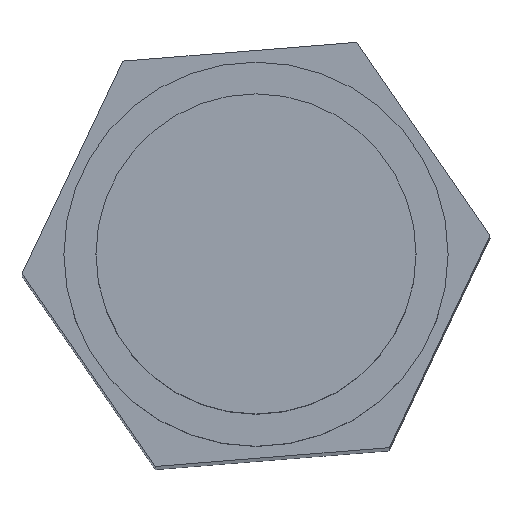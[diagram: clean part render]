
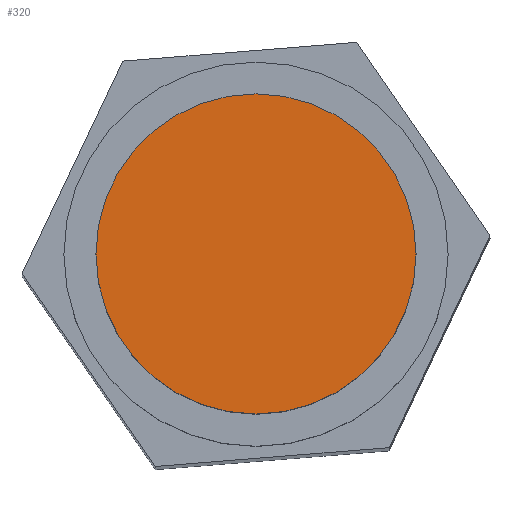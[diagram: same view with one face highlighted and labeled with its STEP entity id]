
A CAD part, top view. The second image highlights one B-rep face of the part: STEP entity #320.
In plain terms, the highlighted planar face has unit normal (0, 0, 1).
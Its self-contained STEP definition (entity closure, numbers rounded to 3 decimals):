
#41=CIRCLE('',#372,5.);
#42=CIRCLE('',#373,5.);
#59=FACE_OUTER_BOUND('',#81,.T.);
#81=EDGE_LOOP('',(#283,#284));
#160=VERTEX_POINT('',#590);
#161=VERTEX_POINT('',#591);
#202=EDGE_CURVE('',#160,#161,#41,.T.);
#203=EDGE_CURVE('',#161,#160,#42,.T.);
#283=ORIENTED_EDGE('',*,*,#202,.F.);
#284=ORIENTED_EDGE('',*,*,#203,.F.);
#303=PLANE('',#371);
#320=ADVANCED_FACE('',(#59),#303,.T.);
#371=AXIS2_PLACEMENT_3D('',#589,#458,#459);
#372=AXIS2_PLACEMENT_3D('',#592,#460,#461);
#373=AXIS2_PLACEMENT_3D('',#593,#462,#463);
#458=DIRECTION('center_axis',(0.,0.,1.));
#459=DIRECTION('ref_axis',(1.,0.,0.));
#460=DIRECTION('center_axis',(0.,0.,-1.));
#461=DIRECTION('ref_axis',(1.,0.,0.));
#462=DIRECTION('center_axis',(0.,0.,-1.));
#463=DIRECTION('ref_axis',(1.,0.,0.));
#589=CARTESIAN_POINT('Origin',(0.,5.,0.));
#590=CARTESIAN_POINT('',(0.,5.,0.));
#591=CARTESIAN_POINT('',(0.,-5.,0.));
#592=CARTESIAN_POINT('Origin',(0.,0.,0.));
#593=CARTESIAN_POINT('Origin',(0.,0.,0.));
